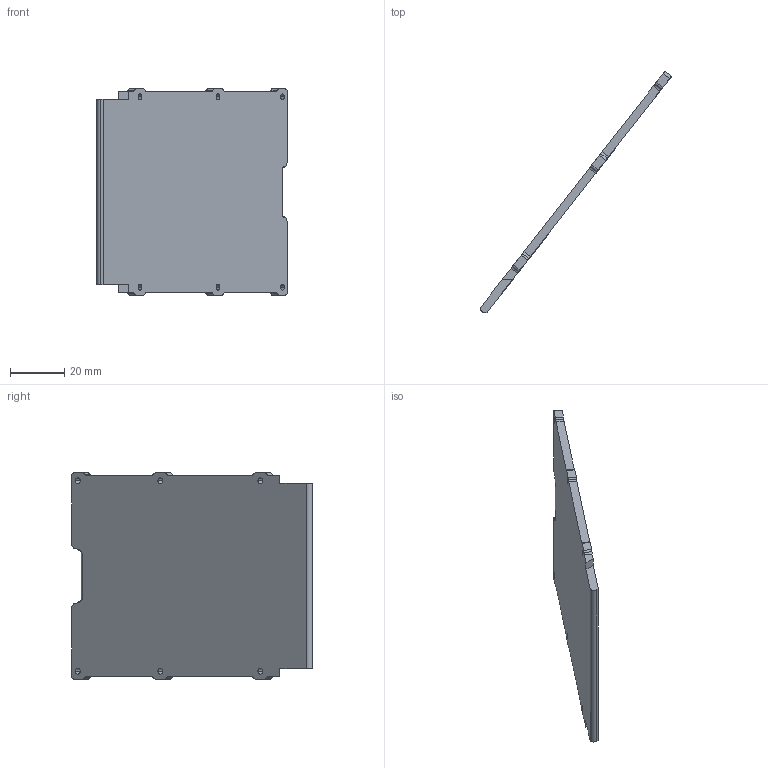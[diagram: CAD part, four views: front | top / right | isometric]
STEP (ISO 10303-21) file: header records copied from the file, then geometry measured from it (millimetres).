
FILE_DESCRIPTION (( 'STEP AP214' ), '1' );
FILE_NAME ('CFV5_Scale_Bottom.STEP', '2025-01-11T16:59:21', ( '' ), ( '' ), 'SwSTEP 2.0', 'SolidWorks 2025', '' );
FILE_SCHEMA (( 'AUTOMOTIVE_DESIGN' ));
Length unit declared in the file: millimetre
Products named in the file (1): CFV5_Scale_Bottom
Bounding box: 70.31 x 88.85 x 76 mm (x, y, z)
Volume: 24306.5 mm3; surface area: 17431.7 mm2
Topology: 1 solids, 1 shells, 68 faces, 194 edges, 128 vertices
Faces by surface type: cylinder 41, plane 25, bspline 2
Entity records: 2671 total; most frequent: CARTESIAN_POINT 811, DIRECTION 392, ORIENTED_EDGE 388, EDGE_CURVE 194, AXIS2_PLACEMENT_3D 143, VERTEX_POINT 128, VECTOR 106, LINE 106
